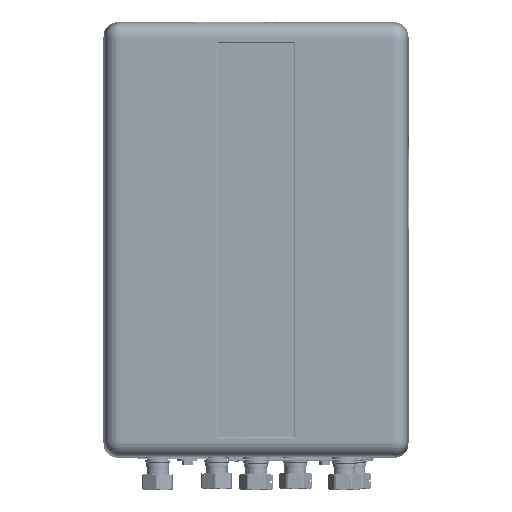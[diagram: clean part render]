
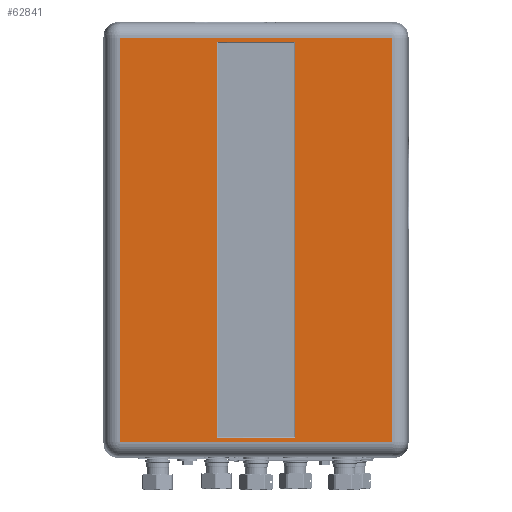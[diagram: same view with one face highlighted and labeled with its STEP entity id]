
A CAD part, top view. The second image highlights one B-rep face of the part: STEP entity #62841.
In plain terms, the highlighted planar face has unit normal (0, 0, 1).
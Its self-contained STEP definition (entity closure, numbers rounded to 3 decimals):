
#590 = CARTESIAN_POINT ( 'NONE',  ( -138.686, 16.314, 130. ) ) ;
#1948 = FACE_BOUND ( 'NONE', #2831, .T. ) ;
#2831 = EDGE_LOOP ( 'NONE', ( #211909, #6509, #82983, #90671 ) ) ;
#4286 = VECTOR ( 'NONE', #58883, 1000. ) ;
#6509 = ORIENTED_EDGE ( 'NONE', *, *, #196754, .T. ) ;
#9318 = LINE ( 'NONE', #30178, #132796 ) ;
#10987 = CARTESIAN_POINT ( 'NONE',  ( 39.75, 20., 130. ) ) ;
#11120 = CARTESIAN_POINT ( 'NONE',  ( -153.298, 426.686, 130. ) ) ;
#12345 = LINE ( 'NONE', #266829, #176027 ) ;
#16347 = VECTOR ( 'NONE', #275080, 1000. ) ;
#18785 = CARTESIAN_POINT ( 'NONE',  ( 39.75, 21.5, 130. ) ) ;
#20102 = CARTESIAN_POINT ( 'NONE',  ( 0., 0., 130. ) ) ;
#22814 = DIRECTION ( 'NONE',  ( 1., 0., 0. ) ) ;
#25853 = CARTESIAN_POINT ( 'NONE',  ( -38.25, 20., 130. ) ) ;
#30178 = CARTESIAN_POINT ( 'NONE',  ( 38.25, 423., 130. ) ) ;
#40701 = VECTOR ( 'NONE', #263595, 1000. ) ;
#42124 = VECTOR ( 'NONE', #215527, 1000. ) ;
#45622 = VERTEX_POINT ( 'NONE', #97445 ) ;
#47305 = LINE ( 'NONE', #240473, #42124 ) ;
#52404 = CARTESIAN_POINT ( 'NONE',  ( 39.75, 423., 130. ) ) ;
#58883 = DIRECTION ( 'NONE',  ( 0., 1., 0. ) ) ;
#60596 = EDGE_CURVE ( 'NONE', #160000, #149542, #47305, .T. ) ;
#62841 = ADVANCED_FACE ( 'NONE', ( #1948, #255048 ), #210578, .T. ) ;
#75023 = ORIENTED_EDGE ( 'NONE', *, *, #255864, .T. ) ;
#75459 = VERTEX_POINT ( 'NONE', #52404 ) ;
#81329 = DIRECTION ( 'NONE',  ( 0., -1., 0. ) ) ;
#82983 = ORIENTED_EDGE ( 'NONE', *, *, #258192, .T. ) ;
#89605 = VERTEX_POINT ( 'NONE', #254218 ) ;
#90671 = ORIENTED_EDGE ( 'NONE', *, *, #273706, .T. ) ;
#96424 = LINE ( 'NONE', #121498, #4286 ) ;
#97445 = CARTESIAN_POINT ( 'NONE',  ( -39.75, 423., 130. ) ) ;
#121472 = EDGE_CURVE ( 'NONE', #45622, #75459, #9318, .T. ) ;
#121498 = CARTESIAN_POINT ( 'NONE',  ( 138.686, 441.298, 130. ) ) ;
#121811 = LINE ( 'NONE', #18785, #255477 ) ;
#131922 = EDGE_LOOP ( 'NONE', ( #174012, #158983, #156088, #75023 ) ) ;
#132796 = VECTOR ( 'NONE', #178991, 1000. ) ;
#146668 = VERTEX_POINT ( 'NONE', #254006 ) ;
#149542 = VERTEX_POINT ( 'NONE', #255867 ) ;
#155210 = VECTOR ( 'NONE', #178048, 1000. ) ;
#156088 = ORIENTED_EDGE ( 'NONE', *, *, #60596, .T. ) ;
#158983 = ORIENTED_EDGE ( 'NONE', *, *, #207629, .T. ) ;
#159510 = VERTEX_POINT ( 'NONE', #181074 ) ;
#160000 = VERTEX_POINT ( 'NONE', #590 ) ;
#165019 = EDGE_CURVE ( 'NONE', #89605, #146668, #223878, .T. ) ;
#174012 = ORIENTED_EDGE ( 'NONE', *, *, #165019, .T. ) ;
#174692 = LINE ( 'NONE', #25853, #40701 ) ;
#175433 = AXIS2_PLACEMENT_3D ( 'NONE', #20102, #189721, #22814 ) ;
#176027 = VECTOR ( 'NONE', #182004, 1000. ) ;
#178048 = DIRECTION ( 'NONE',  ( -1., 0., 0. ) ) ;
#178991 = DIRECTION ( 'NONE',  ( 1., 0., 0. ) ) ;
#181074 = CARTESIAN_POINT ( 'NONE',  ( -39.75, 20., 130. ) ) ;
#182004 = DIRECTION ( 'NONE',  ( 0., -1., 0. ) ) ;
#189721 = DIRECTION ( 'NONE',  ( 0., 0., 1. ) ) ;
#191616 = CARTESIAN_POINT ( 'NONE',  ( -39.75, 421.5, 130. ) ) ;
#196754 = EDGE_CURVE ( 'NONE', #75459, #270560, #121811, .T. ) ;
#207629 = EDGE_CURVE ( 'NONE', #146668, #160000, #12345, .T. ) ;
#210578 = PLANE ( 'NONE',  #175433 ) ;
#211909 = ORIENTED_EDGE ( 'NONE', *, *, #121472, .T. ) ;
#215527 = DIRECTION ( 'NONE',  ( 1., 0., 0. ) ) ;
#223878 = LINE ( 'NONE', #11120, #155210 ) ;
#240473 = CARTESIAN_POINT ( 'NONE',  ( 153.298, 16.314, 130. ) ) ;
#254006 = CARTESIAN_POINT ( 'NONE',  ( -138.686, 426.686, 130. ) ) ;
#254218 = CARTESIAN_POINT ( 'NONE',  ( 138.686, 426.686, 130. ) ) ;
#255048 = FACE_OUTER_BOUND ( 'NONE', #131922, .T. ) ;
#255477 = VECTOR ( 'NONE', #81329, 1000. ) ;
#255864 = EDGE_CURVE ( 'NONE', #149542, #89605, #96424, .T. ) ;
#255867 = CARTESIAN_POINT ( 'NONE',  ( 138.686, 16.314, 130. ) ) ;
#258192 = EDGE_CURVE ( 'NONE', #270560, #159510, #174692, .T. ) ;
#263595 = DIRECTION ( 'NONE',  ( -1., 0., 0. ) ) ;
#266829 = CARTESIAN_POINT ( 'NONE',  ( -138.686, 1.702, 130. ) ) ;
#270560 = VERTEX_POINT ( 'NONE', #10987 ) ;
#272342 = LINE ( 'NONE', #191616, #16347 ) ;
#273706 = EDGE_CURVE ( 'NONE', #159510, #45622, #272342, .T. ) ;
#275080 = DIRECTION ( 'NONE',  ( 0., 1., 0. ) ) ;
